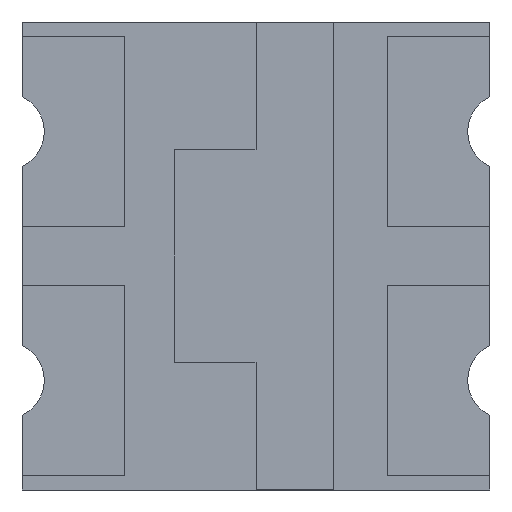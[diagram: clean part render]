
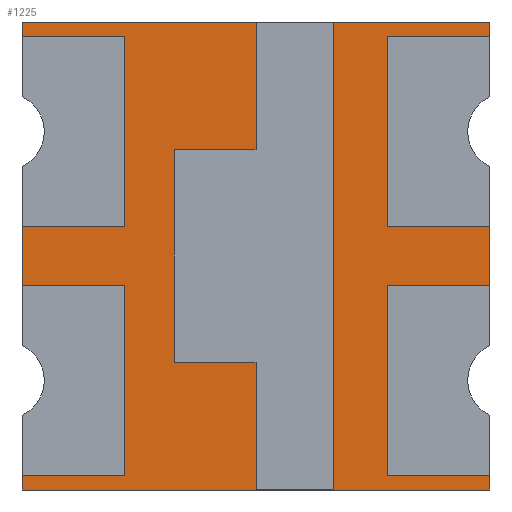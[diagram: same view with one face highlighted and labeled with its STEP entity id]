
A CAD part, front view. The second image highlights one B-rep face of the part: STEP entity #1225.
In plain terms, the highlighted planar face has unit normal (0, -1, 0).
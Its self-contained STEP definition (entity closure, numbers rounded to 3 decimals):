
#1154 = VERTEX_POINT ( 'NONE', #8458 ) ;
#1160 = VERTEX_POINT ( 'NONE', #8483 ) ;
#1162 = EDGE_CURVE ( 'NONE', #1160, #1154, #8482, .T. ) ;
#1169 = VERTEX_POINT ( 'NONE', #8569 ) ;
#1171 = EDGE_CURVE ( 'NONE', #1169, #1172, #8568, .T. ) ;
#1172 = VERTEX_POINT ( 'NONE', #8564 ) ;
#1210 = EDGE_CURVE ( 'NONE', #1668, #1211, #8681, .T. ) ;
#1211 = VERTEX_POINT ( 'NONE', #8677 ) ;
#1212 = ORIENTED_EDGE ( 'NONE', *, *, #1213, .T. ) ;
#1213 = EDGE_CURVE ( 'NONE', #1211, #1214, #8676, .T. ) ;
#1214 = VERTEX_POINT ( 'NONE', #8671 ) ;
#1215 = ORIENTED_EDGE ( 'NONE', *, *, #1216, .T. ) ;
#1216 = EDGE_CURVE ( 'NONE', #1214, #1217, #8670, .T. ) ;
#1217 = VERTEX_POINT ( 'NONE', #8666 ) ;
#1218 = ORIENTED_EDGE ( 'NONE', *, *, #1219, .F. ) ;
#1219 = EDGE_CURVE ( 'NONE', #1220, #1217, #8665, .T. ) ;
#1220 = VERTEX_POINT ( 'NONE', #8660 ) ;
#1221 = ORIENTED_EDGE ( 'NONE', *, *, #1222, .T. ) ;
#1222 = EDGE_CURVE ( 'NONE', #1220, #1223, #8659, .T. ) ;
#1223 = VERTEX_POINT ( 'NONE', #8655 ) ;
#1224 = ORIENTED_EDGE ( 'NONE', *, *, #1280, .F. ) ;
#1225 = ADVANCED_FACE ( 'NONE', ( #8654 ), #8698, .T. ) ;
#1226 = EDGE_LOOP ( 'NONE', ( #1227, #1228, #1230, #1231, #1234, #1236, #1237, #1212, #1215, #1218, #1221, #1224 ) ) ;
#1227 = ORIENTED_EDGE ( 'NONE', *, *, #1171, .F. ) ;
#1228 = ORIENTED_EDGE ( 'NONE', *, *, #1229, .T. ) ;
#1229 = EDGE_CURVE ( 'NONE', #1169, #1154, #8692, .T. ) ;
#1230 = ORIENTED_EDGE ( 'NONE', *, *, #1162, .F. ) ;
#1231 = ORIENTED_EDGE ( 'NONE', *, *, #1232, .F. ) ;
#1232 = EDGE_CURVE ( 'NONE', #1233, #1160, #8687, .T. ) ;
#1233 = VERTEX_POINT ( 'NONE', #8732 ) ;
#1234 = ORIENTED_EDGE ( 'NONE', *, *, #1235, .F. ) ;
#1235 = EDGE_CURVE ( 'NONE', #1607, #1233, #8730, .T. ) ;
#1236 = ORIENTED_EDGE ( 'NONE', *, *, #1606, .T. ) ;
#1237 = ORIENTED_EDGE ( 'NONE', *, *, #1210, .T. ) ;
#1280 = EDGE_CURVE ( 'NONE', #1172, #1223, #8864, .T. ) ;
#1606 = EDGE_CURVE ( 'NONE', #1607, #1668, #9872, .T. ) ;
#1607 = VERTEX_POINT ( 'NONE', #9921 ) ;
#1668 = VERTEX_POINT ( 'NONE', #10073 ) ;
#8458 = CARTESIAN_POINT ( 'NONE',  ( 0.8, -0.125, -0.306 ) ) ;
#8480 = VECTOR ( 'NONE', #8544, 1000. ) ;
#8481 = CARTESIAN_POINT ( 'NONE',  ( 0.8, -0.125, 0.8 ) ) ;
#8482 = LINE ( 'NONE', #8481, #8480 ) ;
#8483 = CARTESIAN_POINT ( 'NONE',  ( 0.8, -0.125, 0.306 ) ) ;
#8544 = DIRECTION ( 'NONE',  ( 0., 0., -1. ) ) ;
#8564 = CARTESIAN_POINT ( 'NONE',  ( 0.8, -0.125, -0.8 ) ) ;
#8565 = DIRECTION ( 'NONE',  ( 0., 0., -1. ) ) ;
#8566 = VECTOR ( 'NONE', #8565, 1000. ) ;
#8567 = CARTESIAN_POINT ( 'NONE',  ( 0.8, -0.125, 0.8 ) ) ;
#8568 = LINE ( 'NONE', #8567, #8566 ) ;
#8569 = CARTESIAN_POINT ( 'NONE',  ( 0.8, -0.125, -0.544 ) ) ;
#8654 = FACE_OUTER_BOUND ( 'NONE', #1226, .T. ) ;
#8655 = CARTESIAN_POINT ( 'NONE',  ( -0.8, -0.125, -0.8 ) ) ;
#8656 = DIRECTION ( 'NONE',  ( 0., 0., -1. ) ) ;
#8657 = VECTOR ( 'NONE', #8656, 1000. ) ;
#8658 = CARTESIAN_POINT ( 'NONE',  ( -0.8, -0.125, 0.8 ) ) ;
#8659 = LINE ( 'NONE', #8658, #8657 ) ;
#8660 = CARTESIAN_POINT ( 'NONE',  ( -0.8, -0.125, -0.544 ) ) ;
#8661 = DIRECTION ( 'NONE',  ( 0., 0., -1. ) ) ;
#8662 = DIRECTION ( 'NONE',  ( 0., -1., 0. ) ) ;
#8663 = CARTESIAN_POINT ( 'NONE',  ( -0.854, -0.125, -0.425 ) ) ;
#8664 = AXIS2_PLACEMENT_3D ( 'NONE', #8663, #8662, #8661 ) ;
#8665 = CIRCLE ( 'NONE', #8664, 0.131 ) ;
#8666 = CARTESIAN_POINT ( 'NONE',  ( -0.8, -0.125, -0.306 ) ) ;
#8667 = DIRECTION ( 'NONE',  ( 0., 0., -1. ) ) ;
#8668 = VECTOR ( 'NONE', #8667, 1000. ) ;
#8669 = CARTESIAN_POINT ( 'NONE',  ( -0.8, -0.125, 0.8 ) ) ;
#8670 = LINE ( 'NONE', #8669, #8668 ) ;
#8671 = CARTESIAN_POINT ( 'NONE',  ( -0.8, -0.125, 0.306 ) ) ;
#8672 = DIRECTION ( 'NONE',  ( 0., 0., -1. ) ) ;
#8673 = DIRECTION ( 'NONE',  ( 0., 1., 0. ) ) ;
#8674 = CARTESIAN_POINT ( 'NONE',  ( -0.854, -0.125, 0.425 ) ) ;
#8675 = AXIS2_PLACEMENT_3D ( 'NONE', #8674, #8673, #8672 ) ;
#8676 = CIRCLE ( 'NONE', #8675, 0.131 ) ;
#8677 = CARTESIAN_POINT ( 'NONE',  ( -0.8, -0.125, 0.544 ) ) ;
#8678 = DIRECTION ( 'NONE',  ( 0., 0., -1. ) ) ;
#8679 = VECTOR ( 'NONE', #8678, 1000. ) ;
#8680 = CARTESIAN_POINT ( 'NONE',  ( -0.8, -0.125, 0.8 ) ) ;
#8681 = LINE ( 'NONE', #8680, #8679 ) ;
#8683 = DIRECTION ( 'NONE',  ( 0., 0., -1. ) ) ;
#8684 = DIRECTION ( 'NONE',  ( 0., -1., 0. ) ) ;
#8685 = CARTESIAN_POINT ( 'NONE',  ( 0.854, -0.125, 0.425 ) ) ;
#8686 = AXIS2_PLACEMENT_3D ( 'NONE', #8685, #8684, #8683 ) ;
#8687 = CIRCLE ( 'NONE', #8686, 0.131 ) ;
#8689 = DIRECTION ( 'NONE',  ( 0., 0., -1. ) ) ;
#8690 = DIRECTION ( 'NONE',  ( 0., 1., 0. ) ) ;
#8691 = AXIS2_PLACEMENT_3D ( 'NONE', #8697, #8690, #8689 ) ;
#8692 = CIRCLE ( 'NONE', #8691, 0.131 ) ;
#8693 = DIRECTION ( 'NONE',  ( 0., 0., -1. ) ) ;
#8694 = DIRECTION ( 'NONE',  ( 0., -1., 0. ) ) ;
#8695 = CARTESIAN_POINT ( 'NONE',  ( -1.5, -0.125, 0.8 ) ) ;
#8696 = AXIS2_PLACEMENT_3D ( 'NONE', #8695, #8694, #8693 ) ;
#8697 = CARTESIAN_POINT ( 'NONE',  ( 0.854, -0.125, -0.425 ) ) ;
#8698 = PLANE ( 'NONE',  #8696 ) ;
#8727 = DIRECTION ( 'NONE',  ( 0., 0., -1. ) ) ;
#8728 = VECTOR ( 'NONE', #8727, 1000. ) ;
#8729 = CARTESIAN_POINT ( 'NONE',  ( 0.8, -0.125, 0.8 ) ) ;
#8730 = LINE ( 'NONE', #8729, #8728 ) ;
#8732 = CARTESIAN_POINT ( 'NONE',  ( 0.8, -0.125, 0.544 ) ) ;
#8861 = DIRECTION ( 'NONE',  ( -1., 0., 0. ) ) ;
#8862 = VECTOR ( 'NONE', #8861, 1000. ) ;
#8863 = CARTESIAN_POINT ( 'NONE',  ( -1.5, -0.125, -0.8 ) ) ;
#8864 = LINE ( 'NONE', #8863, #8862 ) ;
#9868 = CARTESIAN_POINT ( 'NONE',  ( -1.5, -0.125, 0.8 ) ) ;
#9872 = LINE ( 'NONE', #9868, #9923 ) ;
#9921 = CARTESIAN_POINT ( 'NONE',  ( 0.8, -0.125, 0.8 ) ) ;
#9922 = DIRECTION ( 'NONE',  ( -1., 0., 0. ) ) ;
#9923 = VECTOR ( 'NONE', #9922, 1000. ) ;
#10073 = CARTESIAN_POINT ( 'NONE',  ( -0.8, -0.125, 0.8 ) ) ;
